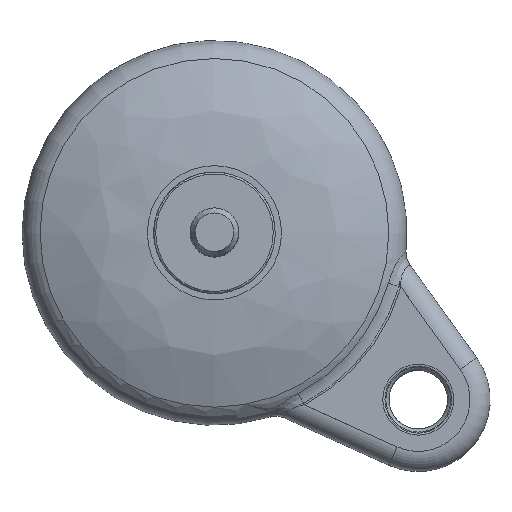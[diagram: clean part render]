
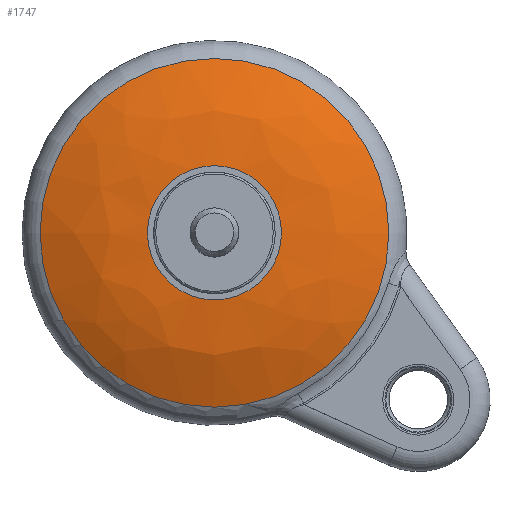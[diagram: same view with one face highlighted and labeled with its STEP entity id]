
A CAD part, top view. The second image highlights one B-rep face of the part: STEP entity #1747.
In plain terms, the highlighted free-form (B-spline) face has degree [2, 2] with [3, 9] control points.
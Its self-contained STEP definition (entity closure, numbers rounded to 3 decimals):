
#301=CIRCLE('',#1949,16.55);
#302=CIRCLE('',#1950,60.);
#303=CIRCLE('',#1951,43.028);
#453=(
BOUNDED_SURFACE()
B_SPLINE_SURFACE(2,2,((#3008,#3009,#3010,#3011,#3012,#3013,#3014,#3015,
#3016),(#3017,#3018,#3019,#3020,#3021,#3022,#3023,#3024,#3025),(#3026,#3027,
#3028,#3029,#3030,#3031,#3032,#3033,#3034)),.UNSPECIFIED.,.F.,.T.,.F.)
B_SPLINE_SURFACE_WITH_KNOTS((3,3),(3,2,2,2,3),(1.114,1.571),
(-3.142,-1.571,0.,1.571,3.142),
 .UNSPECIFIED.)
GEOMETRIC_REPRESENTATION_ITEM()
RATIONAL_B_SPLINE_SURFACE(((1.,0.707,1.,0.707,1.,
0.707,1.,0.707,1.),(0.974,0.689,
0.974,0.689,0.974,0.689,0.974,
0.689,0.974),(1.,0.707,1.,0.707,
1.,0.707,1.,0.707,1.)))
REPRESENTATION_ITEM('')
SURFACE()
);
#459=FACE_OUTER_BOUND('',#579,.T.);
#579=EDGE_LOOP('',(#1208,#1209,#1210,#1211));
#771=VERTEX_POINT('',#3035);
#772=VERTEX_POINT('',#3037);
#944=EDGE_CURVE('',#771,#771,#301,.T.);
#945=EDGE_CURVE('',#771,#772,#302,.T.);
#946=EDGE_CURVE('',#772,#772,#303,.T.);
#1208=ORIENTED_EDGE('',*,*,#944,.T.);
#1209=ORIENTED_EDGE('',*,*,#945,.T.);
#1210=ORIENTED_EDGE('',*,*,#946,.F.);
#1211=ORIENTED_EDGE('',*,*,#945,.F.);
#1747=ADVANCED_FACE('',(#459),#453,.F.);
#1949=AXIS2_PLACEMENT_3D('',#3036,#2213,#2214);
#1950=AXIS2_PLACEMENT_3D('',#3038,#2215,#2216);
#1951=AXIS2_PLACEMENT_3D('',#3039,#2217,#2218);
#2213=DIRECTION('center_axis',(0.,0.,
-1.));
#2214=DIRECTION('ref_axis',(-0.774,0.633,0.));
#2215=DIRECTION('center_axis',(0.,-1.,0.));
#2216=DIRECTION('ref_axis',(-1.,0.,0.));
#2217=DIRECTION('center_axis',(0.,0.,
-1.));
#2218=DIRECTION('ref_axis',(0.774,-0.633,0.));
#3008=CARTESIAN_POINT('Ctrl Pts',(-43.028,0.,
-8.158));
#3009=CARTESIAN_POINT('Ctrl Pts',(-43.028,-43.028,-8.158));
#3010=CARTESIAN_POINT('Ctrl Pts',(0.,-43.028,
-8.158));
#3011=CARTESIAN_POINT('Ctrl Pts',(43.028,-43.028,-8.158));
#3012=CARTESIAN_POINT('Ctrl Pts',(43.028,0.,
-8.158));
#3013=CARTESIAN_POINT('Ctrl Pts',(43.028,43.028,-8.158));
#3014=CARTESIAN_POINT('Ctrl Pts',(0.,43.028,
-8.158));
#3015=CARTESIAN_POINT('Ctrl Pts',(-43.028,43.028,-8.158));
#3016=CARTESIAN_POINT('Ctrl Pts',(-43.028,0.,
-8.158));
#3017=CARTESIAN_POINT('Ctrl Pts',(-30.505,0.,
-2.));
#3018=CARTESIAN_POINT('Ctrl Pts',(-30.505,-30.505,-2.));
#3019=CARTESIAN_POINT('Ctrl Pts',(0.,-30.505,
-2.));
#3020=CARTESIAN_POINT('Ctrl Pts',(30.505,-30.505,-2.));
#3021=CARTESIAN_POINT('Ctrl Pts',(30.505,0.,
-2.));
#3022=CARTESIAN_POINT('Ctrl Pts',(30.505,30.505,-2.));
#3023=CARTESIAN_POINT('Ctrl Pts',(0.,30.505,
-2.));
#3024=CARTESIAN_POINT('Ctrl Pts',(-30.505,30.505,-2.));
#3025=CARTESIAN_POINT('Ctrl Pts',(-30.505,0.,
-2.));
#3026=CARTESIAN_POINT('Ctrl Pts',(-16.55,0.,
-2.));
#3027=CARTESIAN_POINT('Ctrl Pts',(-16.55,-16.55,-2.));
#3028=CARTESIAN_POINT('Ctrl Pts',(0.,-16.55,
-2.));
#3029=CARTESIAN_POINT('Ctrl Pts',(16.55,-16.55,-2.));
#3030=CARTESIAN_POINT('Ctrl Pts',(16.55,0.,
-2.));
#3031=CARTESIAN_POINT('Ctrl Pts',(16.55,16.55,-2.));
#3032=CARTESIAN_POINT('Ctrl Pts',(0.,16.55,-2.));
#3033=CARTESIAN_POINT('Ctrl Pts',(-16.55,16.55,-2.));
#3034=CARTESIAN_POINT('Ctrl Pts',(-16.55,0.,
-2.));
#3035=CARTESIAN_POINT('',(-16.55,0.,-2.));
#3036=CARTESIAN_POINT('Origin',(0.,0.,
-2.));
#3037=CARTESIAN_POINT('',(-43.028,0.,-8.158));
#3038=CARTESIAN_POINT('Origin',(-16.55,0.,-62.));
#3039=CARTESIAN_POINT('Origin',(0.,0.,
-8.158));
